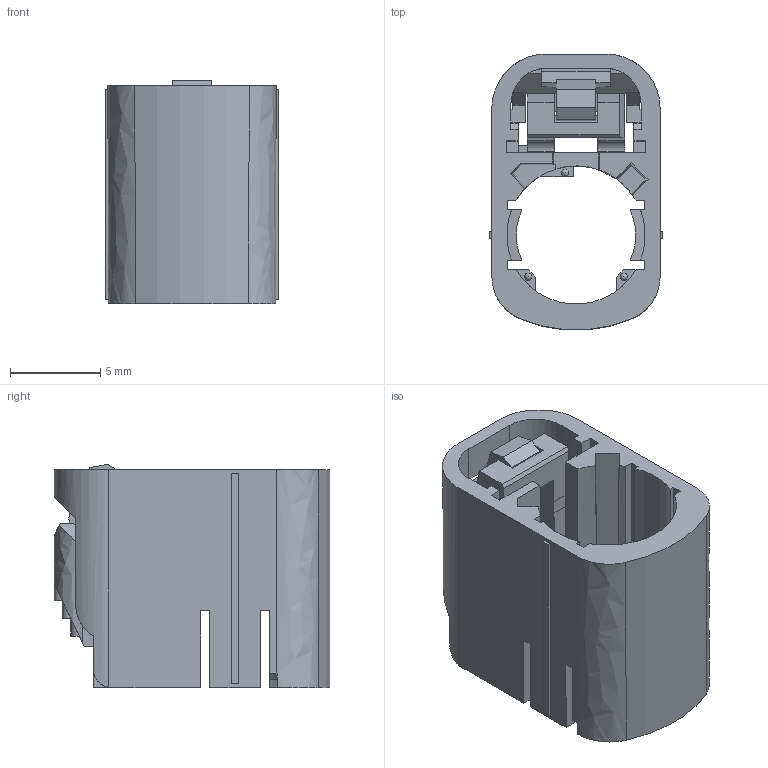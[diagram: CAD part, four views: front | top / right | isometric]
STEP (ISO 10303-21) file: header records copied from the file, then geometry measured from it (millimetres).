
FILE_DESCRIPTION(/* description */ (''),/* implementation_level */ '2;1');
FILE_NAME(/* name */ '35188735-ENV11_01-COV.stp',/* time_stamp */ '2022-09-21T13:57:04+08:00',/* author */ (''),/* organization */ (''),/* preprocessor_version */ 'ST-DEVELOPER v16',/* originating_system */ 'SIEMENS PLM Software NX 11.0',/* authorisation */ '');
FILE_SCHEMA (('AP203_CONFIGURATION_CONTROLLED_3D_DESIGN_OF_MECHANICAL_PARTS_AND_ASSEMBLIES_MIM_LF { 1 0 10303 403 2 1 2}'));
Length unit declared in the file: millimetre
Products named in the file (1): qzmh33E040EDj9pb
Bounding box: 9.6 x 15.24 x 12.34 mm (x, y, z)
Volume: 723.2 mm3; surface area: 1506.5 mm2
Topology: 1 solids, 1 shells, 234 faces, 701 edges, 462 vertices
Faces by surface type: plane 179, cylinder 39, cone 7, bspline 6, sphere 3
Entity records: 8148 total; most frequent: CARTESIAN_POINT 1791, ORIENTED_EDGE 1388, DIRECTION 1201, EDGE_CURVE 694, LINE 529, VECTOR 529, VERTEX_POINT 457, AXIS2_PLACEMENT_3D 336
